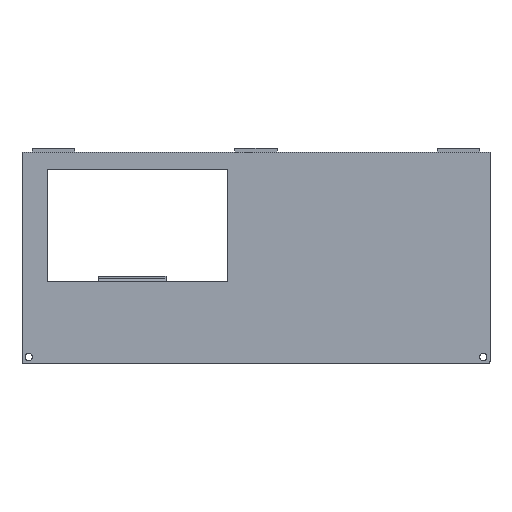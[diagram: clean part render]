
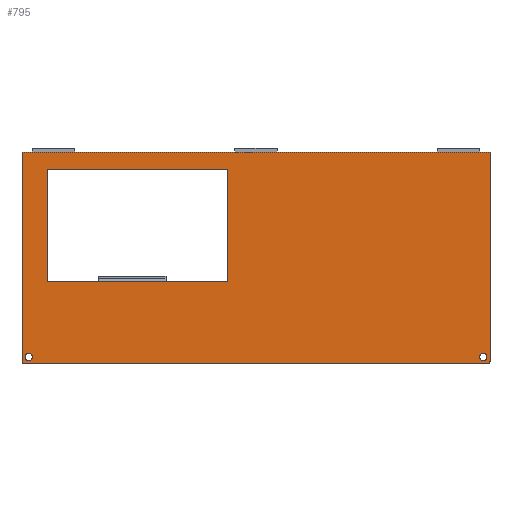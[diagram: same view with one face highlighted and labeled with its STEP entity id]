
A CAD part, top view. The second image highlights one B-rep face of the part: STEP entity #795.
In plain terms, the highlighted planar face has unit normal (0, 0, 1).
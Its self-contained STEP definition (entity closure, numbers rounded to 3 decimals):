
#219 = VERTEX_POINT('',#220);
#220 = CARTESIAN_POINT('',(104.,45.,4.));
#226 = EDGE_CURVE('',#219,#227,#229,.T.);
#227 = VERTEX_POINT('',#228);
#228 = CARTESIAN_POINT('',(104.,-48.,4.));
#229 = LINE('',#230,#231);
#230 = CARTESIAN_POINT('',(104.,49.,4.));
#231 = VECTOR('',#232,1.);
#232 = DIRECTION('',(0.,-1.,0.));
#250 = VERTEX_POINT('',#251);
#251 = CARTESIAN_POINT('',(103.,-49.,4.));
#257 = EDGE_CURVE('',#227,#250,#258,.T.);
#258 = CIRCLE('',#259,1.);
#259 = AXIS2_PLACEMENT_3D('',#260,#261,#262);
#260 = CARTESIAN_POINT('',(103.,-48.,4.));
#261 = DIRECTION('',(-0.,-0.,-1.));
#262 = DIRECTION('',(0.,-1.,0.));
#273 = EDGE_CURVE('',#219,#274,#276,.T.);
#274 = VERTEX_POINT('',#275);
#275 = CARTESIAN_POINT('',(-104.,45.,4.));
#276 = LINE('',#277,#278);
#277 = CARTESIAN_POINT('',(104.,45.,4.));
#278 = VECTOR('',#279,1.);
#279 = DIRECTION('',(-1.,0.,0.));
#368 = EDGE_CURVE('',#250,#369,#371,.T.);
#369 = VERTEX_POINT('',#370);
#370 = CARTESIAN_POINT('',(-103.,-49.,4.));
#371 = LINE('',#372,#373);
#372 = CARTESIAN_POINT('',(104.,-49.,4.));
#373 = VECTOR('',#374,1.);
#374 = DIRECTION('',(-1.,0.,0.));
#423 = VERTEX_POINT('',#424);
#424 = CARTESIAN_POINT('',(-104.,-48.,4.));
#430 = EDGE_CURVE('',#369,#423,#431,.T.);
#431 = CIRCLE('',#432,1.);
#432 = AXIS2_PLACEMENT_3D('',#433,#434,#435);
#433 = CARTESIAN_POINT('',(-103.,-48.,4.));
#434 = DIRECTION('',(-0.,-0.,-1.));
#435 = DIRECTION('',(0.,-1.,0.));
#448 = EDGE_CURVE('',#423,#274,#449,.T.);
#449 = LINE('',#450,#451);
#450 = CARTESIAN_POINT('',(-104.,-49.,4.));
#451 = VECTOR('',#452,1.);
#452 = DIRECTION('',(0.,1.,0.));
#525 = EDGE_CURVE('',#526,#526,#528,.T.);
#526 = VERTEX_POINT('',#527);
#527 = CARTESIAN_POINT('',(-99.375,-46.,4.));
#528 = CIRCLE('',#529,1.625);
#529 = AXIS2_PLACEMENT_3D('',#530,#531,#532);
#530 = CARTESIAN_POINT('',(-101.,-46.,4.));
#531 = DIRECTION('',(0.,0.,1.));
#532 = DIRECTION('',(1.,0.,0.));
#678 = EDGE_CURVE('',#679,#679,#681,.T.);
#679 = VERTEX_POINT('',#680);
#680 = CARTESIAN_POINT('',(102.625,-46.,4.));
#681 = CIRCLE('',#682,1.625);
#682 = AXIS2_PLACEMENT_3D('',#683,#684,#685);
#683 = CARTESIAN_POINT('',(101.,-46.,4.));
#684 = DIRECTION('',(0.,0.,1.));
#685 = DIRECTION('',(1.,0.,0.));
#703 = EDGE_CURVE('',#704,#706,#708,.T.);
#704 = VERTEX_POINT('',#705);
#705 = CARTESIAN_POINT('',(-92.5,-12.5,4.));
#706 = VERTEX_POINT('',#707);
#707 = CARTESIAN_POINT('',(-92.5,37.5,4.));
#708 = LINE('',#709,#710);
#709 = CARTESIAN_POINT('',(-92.5,-12.5,4.));
#710 = VECTOR('',#711,1.);
#711 = DIRECTION('',(0.,1.,0.));
#734 = EDGE_CURVE('',#735,#704,#737,.T.);
#735 = VERTEX_POINT('',#736);
#736 = CARTESIAN_POINT('',(-12.5,-12.5,4.));
#737 = LINE('',#738,#739);
#738 = CARTESIAN_POINT('',(-12.5,-12.5,4.));
#739 = VECTOR('',#740,1.);
#740 = DIRECTION('',(-1.,0.,0.));
#758 = EDGE_CURVE('',#706,#759,#761,.T.);
#759 = VERTEX_POINT('',#760);
#760 = CARTESIAN_POINT('',(-12.5,37.5,4.));
#761 = LINE('',#762,#763);
#762 = CARTESIAN_POINT('',(-92.5,37.5,4.));
#763 = VECTOR('',#764,1.);
#764 = DIRECTION('',(1.,0.,0.));
#782 = EDGE_CURVE('',#759,#735,#783,.T.);
#783 = LINE('',#784,#785);
#784 = CARTESIAN_POINT('',(-12.5,37.5,4.));
#785 = VECTOR('',#786,1.);
#786 = DIRECTION('',(0.,-1.,0.));
#795 = ADVANCED_FACE('',(#796,#804,#807,#810),#816,.T.);
#796 = FACE_BOUND('',#797,.T.);
#797 = EDGE_LOOP('',(#798,#799,#800,#801,#802,#803));
#798 = ORIENTED_EDGE('',*,*,#226,.F.);
#799 = ORIENTED_EDGE('',*,*,#273,.T.);
#800 = ORIENTED_EDGE('',*,*,#448,.F.);
#801 = ORIENTED_EDGE('',*,*,#430,.F.);
#802 = ORIENTED_EDGE('',*,*,#368,.F.);
#803 = ORIENTED_EDGE('',*,*,#257,.F.);
#804 = FACE_BOUND('',#805,.T.);
#805 = EDGE_LOOP('',(#806));
#806 = ORIENTED_EDGE('',*,*,#525,.F.);
#807 = FACE_BOUND('',#808,.T.);
#808 = EDGE_LOOP('',(#809));
#809 = ORIENTED_EDGE('',*,*,#678,.F.);
#810 = FACE_BOUND('',#811,.T.);
#811 = EDGE_LOOP('',(#812,#813,#814,#815));
#812 = ORIENTED_EDGE('',*,*,#703,.T.);
#813 = ORIENTED_EDGE('',*,*,#758,.T.);
#814 = ORIENTED_EDGE('',*,*,#782,.T.);
#815 = ORIENTED_EDGE('',*,*,#734,.T.);
#816 = PLANE('',#817);
#817 = AXIS2_PLACEMENT_3D('',#818,#819,#820);
#818 = CARTESIAN_POINT('',(0.,0.,4.));
#819 = DIRECTION('',(0.,0.,1.));
#820 = DIRECTION('',(1.,0.,0.));
